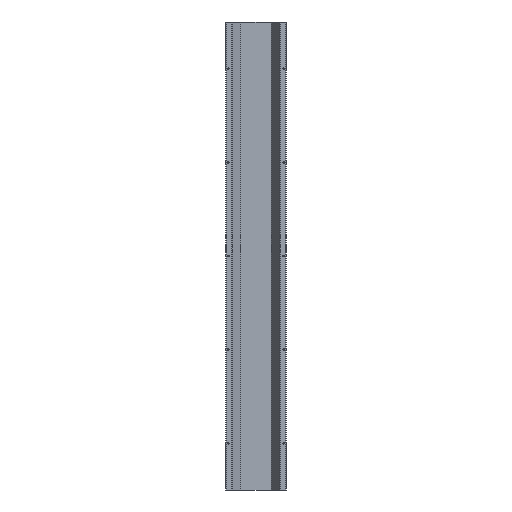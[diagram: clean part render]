
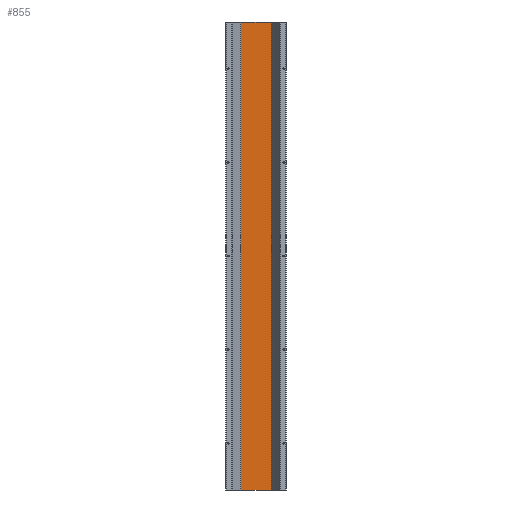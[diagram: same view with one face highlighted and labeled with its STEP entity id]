
A CAD part, front view. The second image highlights one B-rep face of the part: STEP entity #855.
In plain terms, the highlighted planar face has unit normal (0, -1, 0).
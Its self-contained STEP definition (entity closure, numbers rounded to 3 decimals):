
#34 = VERTEX_POINT ( 'NONE', #2278 ) ;
#115 = VERTEX_POINT ( 'NONE', #2598 ) ;
#459 = EDGE_CURVE ( 'NONE', #34, #728, #1855, .T. ) ;
#461 = EDGE_CURVE ( 'NONE', #115, #2041, #1947, .T. ) ;
#574 = LINE ( 'NONE', #1697, #578 ) ;
#578 = VECTOR ( 'NONE', #1646, 1000. ) ;
#600 = FACE_OUTER_BOUND ( 'NONE', #2258, .T. ) ;
#630 = DIRECTION ( 'NONE',  ( 1., 0., 0. ) ) ;
#674 = EDGE_CURVE ( 'NONE', #34, #115, #574, .T. ) ;
#704 = CARTESIAN_POINT ( 'NONE',  ( 52.099, -1.5, 775. ) ) ;
#728 = VERTEX_POINT ( 'NONE', #1251 ) ;
#731 = CARTESIAN_POINT ( 'NONE',  ( 52.099, -1.5, -775. ) ) ;
#773 = EDGE_CURVE ( 'NONE', #728, #2041, #2525, .T. ) ;
#855 = ADVANCED_FACE ( 'NONE', ( #600 ), #1351, .F. ) ;
#876 = CARTESIAN_POINT ( 'NONE',  ( -50.366, -1.5, 775. ) ) ;
#932 = VECTOR ( 'NONE', #630, 1000. ) ;
#1146 = DIRECTION ( 'NONE',  ( 0., 1., 0. ) ) ;
#1163 = DIRECTION ( 'NONE',  ( 0., 0., -1. ) ) ;
#1251 = CARTESIAN_POINT ( 'NONE',  ( -50.366, -1.5, -775. ) ) ;
#1299 = DIRECTION ( 'NONE',  ( -1., 0., 0. ) ) ;
#1351 = PLANE ( 'NONE',  #2013 ) ;
#1375 = CARTESIAN_POINT ( 'NONE',  ( 50.366, -1.5, -775. ) ) ;
#1646 = DIRECTION ( 'NONE',  ( 1., 0., 0. ) ) ;
#1697 = CARTESIAN_POINT ( 'NONE',  ( 52.099, -1.5, 775. ) ) ;
#1698 = VECTOR ( 'NONE', #2309, 1000. ) ;
#1847 = CARTESIAN_POINT ( 'NONE',  ( 50.366, -1.5, 775. ) ) ;
#1855 = LINE ( 'NONE', #876, #1698 ) ;
#1947 = LINE ( 'NONE', #1847, #2097 ) ;
#2013 = AXIS2_PLACEMENT_3D ( 'NONE', #704, #1146, #1299 ) ;
#2041 = VERTEX_POINT ( 'NONE', #1375 ) ;
#2097 = VECTOR ( 'NONE', #1163, 1000. ) ;
#2104 = ORIENTED_EDGE ( 'NONE', *, *, #674, .F. ) ;
#2170 = ORIENTED_EDGE ( 'NONE', *, *, #461, .F. ) ;
#2258 = EDGE_LOOP ( 'NONE', ( #2879, #2170, #2104, #2284 ) ) ;
#2278 = CARTESIAN_POINT ( 'NONE',  ( -50.366, -1.5, 775. ) ) ;
#2284 = ORIENTED_EDGE ( 'NONE', *, *, #459, .T. ) ;
#2309 = DIRECTION ( 'NONE',  ( 0., 0., -1. ) ) ;
#2525 = LINE ( 'NONE', #731, #932 ) ;
#2598 = CARTESIAN_POINT ( 'NONE',  ( 50.366, -1.5, 775. ) ) ;
#2879 = ORIENTED_EDGE ( 'NONE', *, *, #773, .T. ) ;
